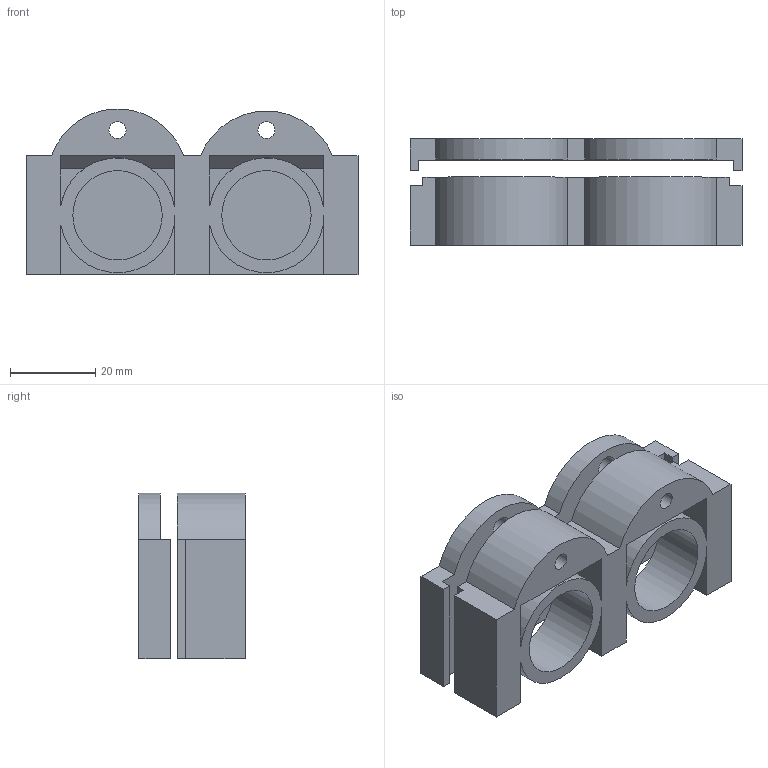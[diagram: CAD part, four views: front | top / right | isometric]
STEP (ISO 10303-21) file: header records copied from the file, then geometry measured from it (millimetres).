
FILE_DESCRIPTION(/* description */ (''),/* implementation_level */ '2;1');
FILE_NAME(/* name */ 'nixie_holder v9.step',/* time_stamp */ '2023-01-18T20:43:54+01:00',/* author */ (''),/* organization */ (''),/* preprocessor_version */ 'ST-DEVELOPER v19.2',/* originating_system */ 'Autodesk Translation Framework v11.17.0.187',/* authorisation */ '');
FILE_SCHEMA (('AUTOMOTIVE_DESIGN { 1 0 10303 214 3 1 1 }'));
Length unit declared in the file: millimetre
Products named in the file (1): nixie_holder
Bounding box: 78 x 25 x 38.94 mm (x, y, z)
Volume: 37807.9 mm3; surface area: 19500.4 mm2
Topology: 2 solids, 2 shells, 60 faces, 174 edges, 114 vertices
Faces by surface type: plane 42, cylinder 16, cone 2
Full cylindrical faces by diameter (mm): 4 x2, 5 x4, 21 x2
Entity records: 2040 total; most frequent: CARTESIAN_POINT 349, ORIENTED_EDGE 348, DIRECTION 334, EDGE_CURVE 174, LINE 136, VECTOR 136, VERTEX_POINT 114, AXIS2_PLACEMENT_3D 99
